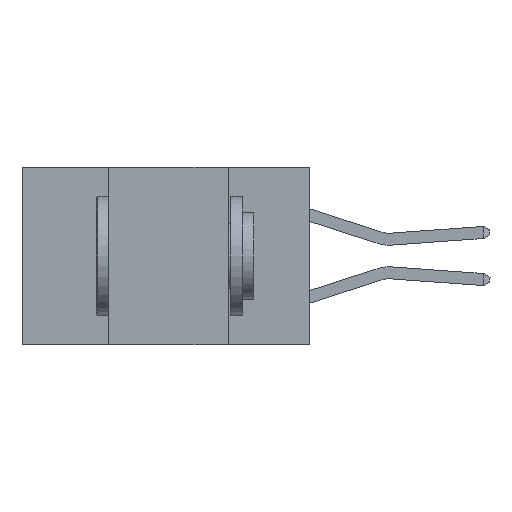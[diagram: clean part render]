
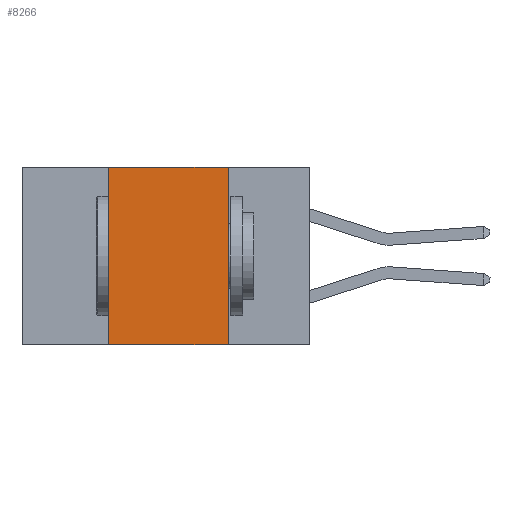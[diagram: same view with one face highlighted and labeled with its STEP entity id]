
A CAD part, left-side view. The second image highlights one B-rep face of the part: STEP entity #8266.
In plain terms, the highlighted planar face has unit normal (-1, 0, 0).
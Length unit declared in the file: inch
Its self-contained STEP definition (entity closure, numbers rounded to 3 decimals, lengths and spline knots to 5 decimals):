
#242 = LINE ( 'NONE', #4909, #6330 ) ;
#625 = VERTEX_POINT ( 'NONE', #11043 ) ;
#660 = EDGE_CURVE ( 'NONE', #16103, #2706, #19228, .T. ) ;
#2307 = CARTESIAN_POINT ( 'NONE',  ( 0., 0.6, -0.37 ) ) ;
#2706 = VERTEX_POINT ( 'NONE', #8018 ) ;
#3953 = PLANE ( 'NONE',  #21476 ) ;
#4057 = VECTOR ( 'NONE', #25409, 39.37008 ) ;
#4298 = CARTESIAN_POINT ( 'NONE',  ( 0., 0.42, 0. ) ) ;
#4909 = CARTESIAN_POINT ( 'NONE',  ( 0., 0.6, 0. ) ) ;
#5689 = ORIENTED_EDGE ( 'NONE', *, *, #27607, .F. ) ;
#6330 = VECTOR ( 'NONE', #21212, 39.37008 ) ;
#8018 = CARTESIAN_POINT ( 'NONE',  ( 0., 0.17, -0.37 ) ) ;
#8266 = ADVANCED_FACE ( 'NONE', ( #15598 ), #3953, .F. ) ;
#8876 = EDGE_CURVE ( 'NONE', #625, #2706, #15535, .T. ) ;
#8960 = LINE ( 'NONE', #4298, #21837 ) ;
#9210 = EDGE_LOOP ( 'NONE', ( #9895, #5689, #27888, #11297 ) ) ;
#9895 = ORIENTED_EDGE ( 'NONE', *, *, #660, .F. ) ;
#10774 = CARTESIAN_POINT ( 'NONE',  ( 0., 0.6, 0. ) ) ;
#11043 = CARTESIAN_POINT ( 'NONE',  ( 0., 0.42, -0.37 ) ) ;
#11258 = CARTESIAN_POINT ( 'NONE',  ( 0., 0.17, 0. ) ) ;
#11297 = ORIENTED_EDGE ( 'NONE', *, *, #8876, .T. ) ;
#11645 = CARTESIAN_POINT ( 'NONE',  ( 0., 0.42, 0. ) ) ;
#13438 = CARTESIAN_POINT ( 'NONE',  ( 0., 0.17, 0. ) ) ;
#15477 = DIRECTION ( 'NONE',  ( 1., 0., 0. ) ) ;
#15535 = LINE ( 'NONE', #2307, #4057 ) ;
#15584 = DIRECTION ( 'NONE',  ( 0., 0., -1. ) ) ;
#15598 = FACE_OUTER_BOUND ( 'NONE', #9210, .T. ) ;
#15645 = DIRECTION ( 'NONE',  ( 0., 0., -1. ) ) ;
#16103 = VERTEX_POINT ( 'NONE', #11258 ) ;
#16259 = EDGE_CURVE ( 'NONE', #625, #21216, #8960, .T. ) ;
#18855 = VECTOR ( 'NONE', #15645, 39.37008 ) ;
#19228 = LINE ( 'NONE', #13438, #18855 ) ;
#20316 = DIRECTION ( 'NONE',  ( 0., 0., 1. ) ) ;
#21212 = DIRECTION ( 'NONE',  ( 0., -1., 0. ) ) ;
#21216 = VERTEX_POINT ( 'NONE', #11645 ) ;
#21476 = AXIS2_PLACEMENT_3D ( 'NONE', #10774, #15477, #15584 ) ;
#21837 = VECTOR ( 'NONE', #20316, 39.37008 ) ;
#25409 = DIRECTION ( 'NONE',  ( 0., -1., 0. ) ) ;
#27607 = EDGE_CURVE ( 'NONE', #21216, #16103, #242, .T. ) ;
#27888 = ORIENTED_EDGE ( 'NONE', *, *, #16259, .F. ) ;
